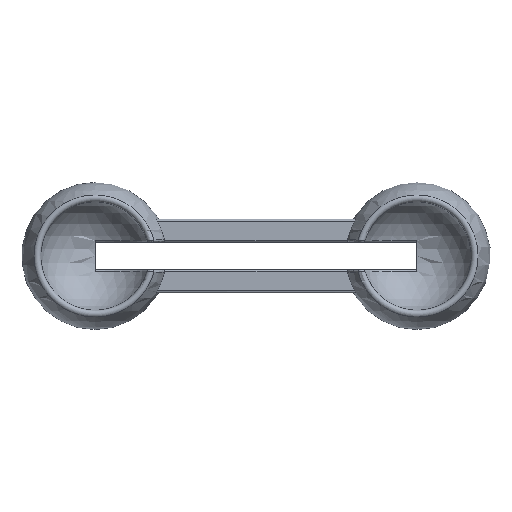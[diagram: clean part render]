
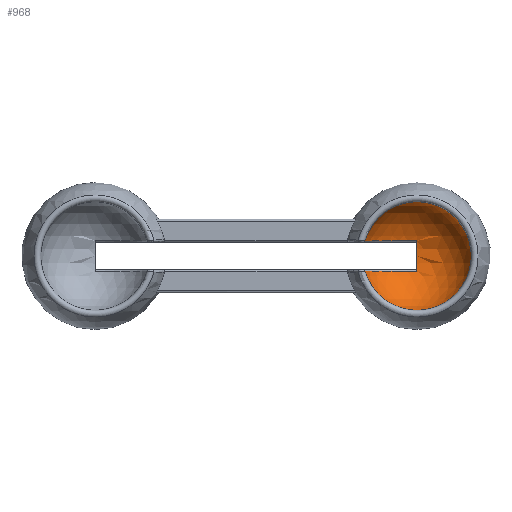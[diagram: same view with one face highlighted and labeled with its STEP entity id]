
A CAD part, left-side view. The second image highlights one B-rep face of the part: STEP entity #968.
In plain terms, the highlighted spherical face has radius 3.1 mm.
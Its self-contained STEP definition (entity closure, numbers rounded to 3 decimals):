
#19=SPHERICAL_SURFACE('',#1096,3.1);
#70=CIRCLE('',#1049,2.989);
#103=CIRCLE('',#1092,2.955);
#104=CIRCLE('',#1093,2.955);
#105=CIRCLE('',#1094,2.955);
#107=CIRCLE('',#1097,3.1);
#108=CIRCLE('',#1098,2.989);
#109=CIRCLE('',#1099,3.1);
#110=CIRCLE('',#1100,3.1);
#176=FACE_OUTER_BOUND('',#230,.T.);
#230=EDGE_LOOP('',(#767,#768,#769,#770,#771,#772,#773,#774,#775,#776));
#390=VERTEX_POINT('',#1833);
#392=VERTEX_POINT('',#1837);
#418=VERTEX_POINT('',#1923);
#419=VERTEX_POINT('',#1925);
#420=VERTEX_POINT('',#1927);
#421=VERTEX_POINT('',#1931);
#422=VERTEX_POINT('',#1934);
#423=VERTEX_POINT('',#1936);
#511=EDGE_CURVE('',#392,#390,#70,.T.);
#548=EDGE_CURVE('',#390,#418,#103,.T.);
#549=EDGE_CURVE('',#418,#419,#104,.T.);
#550=EDGE_CURVE('',#419,#420,#105,.T.);
#552=EDGE_CURVE('',#392,#421,#107,.T.);
#553=EDGE_CURVE('',#420,#421,#108,.T.);
#554=EDGE_CURVE('',#419,#422,#109,.T.);
#555=EDGE_CURVE('',#423,#418,#110,.T.);
#767=ORIENTED_EDGE('',*,*,#511,.F.);
#768=ORIENTED_EDGE('',*,*,#552,.T.);
#769=ORIENTED_EDGE('',*,*,#553,.F.);
#770=ORIENTED_EDGE('',*,*,#550,.F.);
#771=ORIENTED_EDGE('',*,*,#554,.T.);
#772=ORIENTED_EDGE('',*,*,#554,.F.);
#773=ORIENTED_EDGE('',*,*,#549,.F.);
#774=ORIENTED_EDGE('',*,*,#555,.F.);
#775=ORIENTED_EDGE('',*,*,#555,.T.);
#776=ORIENTED_EDGE('',*,*,#548,.F.);
#968=ADVANCED_FACE('',(#176),#19,.F.);
#1049=AXIS2_PLACEMENT_3D('',#1839,#1250,#1251);
#1092=AXIS2_PLACEMENT_3D('',#1924,#1338,#1339);
#1093=AXIS2_PLACEMENT_3D('',#1926,#1340,#1341);
#1094=AXIS2_PLACEMENT_3D('',#1928,#1342,#1343);
#1096=AXIS2_PLACEMENT_3D('',#1930,#1346,#1347);
#1097=AXIS2_PLACEMENT_3D('',#1932,#1348,#1349);
#1098=AXIS2_PLACEMENT_3D('',#1933,#1350,#1351);
#1099=AXIS2_PLACEMENT_3D('',#1935,#1352,#1353);
#1100=AXIS2_PLACEMENT_3D('',#1937,#1354,#1355);
#1250=DIRECTION('center_axis',(0.,0.,1.));
#1251=DIRECTION('ref_axis',(0.587,0.81,0.));
#1338=DIRECTION('center_axis',(1.,0.,0.));
#1339=DIRECTION('ref_axis',(0.,-1.,0.));
#1340=DIRECTION('center_axis',(1.,0.,0.));
#1341=DIRECTION('ref_axis',(0.,-1.,0.));
#1342=DIRECTION('center_axis',(1.,0.,0.));
#1343=DIRECTION('ref_axis',(0.,-1.,0.));
#1346=DIRECTION('center_axis',(0.,0.,1.));
#1347=DIRECTION('ref_axis',(1.,0.,0.));
#1348=DIRECTION('center_axis',(0.,1.,0.));
#1349=DIRECTION('ref_axis',(0.,0.,1.));
#1350=DIRECTION('center_axis',(0.,0.,-1.));
#1351=DIRECTION('ref_axis',(0.587,0.81,0.));
#1352=DIRECTION('center_axis',(0.,-1.,0.));
#1353=DIRECTION('ref_axis',(-1.,0.,0.));
#1354=DIRECTION('center_axis',(0.,-1.,0.));
#1355=DIRECTION('ref_axis',(-1.,0.,0.));
#1833=CARTESIAN_POINT('',(-33.438,-2.662,12.323));
#1837=CARTESIAN_POINT('',(-29.511,-5.5,12.323));
#1839=CARTESIAN_POINT('Origin',(-32.5,-5.5,12.323));
#1923=CARTESIAN_POINT('',(-33.438,-5.5,14.455));
#1924=CARTESIAN_POINT('Origin',(-33.438,-5.5,11.5));
#1925=CARTESIAN_POINT('',(-33.438,-5.5,8.545));
#1926=CARTESIAN_POINT('Origin',(-33.438,-5.5,11.5));
#1927=CARTESIAN_POINT('',(-33.438,-2.662,10.677));
#1928=CARTESIAN_POINT('Origin',(-33.438,-5.5,11.5));
#1930=CARTESIAN_POINT('Origin',(-32.5,-5.5,11.5));
#1931=CARTESIAN_POINT('',(-29.511,-5.5,10.677));
#1932=CARTESIAN_POINT('Origin',(-32.5,-5.5,11.5));
#1933=CARTESIAN_POINT('Origin',(-32.5,-5.5,10.677));
#1934=CARTESIAN_POINT('',(-32.5,-5.5,8.4));
#1935=CARTESIAN_POINT('Origin',(-32.5,-5.5,11.5));
#1936=CARTESIAN_POINT('',(-32.5,-5.5,14.6));
#1937=CARTESIAN_POINT('Origin',(-32.5,-5.5,11.5));
